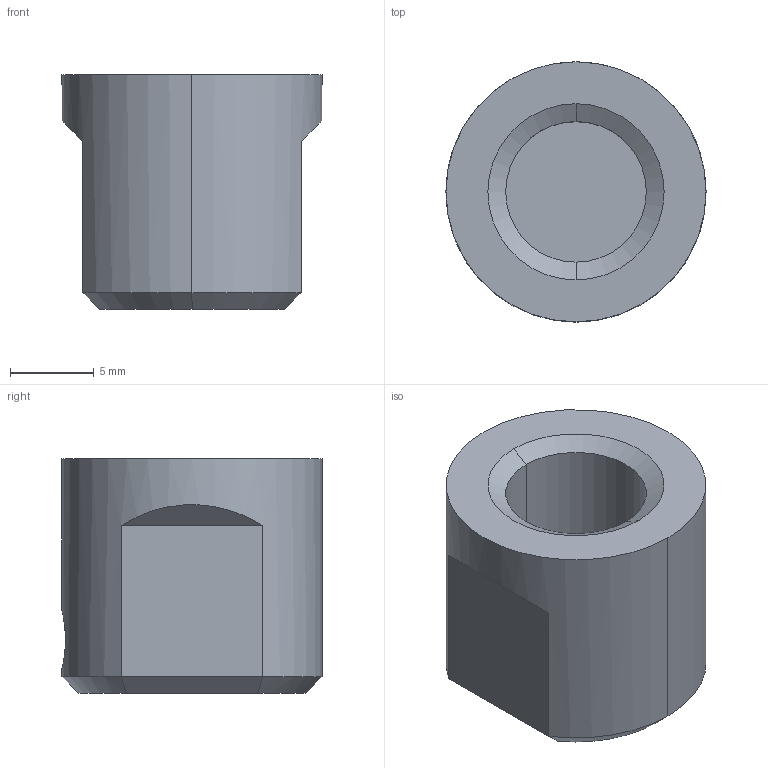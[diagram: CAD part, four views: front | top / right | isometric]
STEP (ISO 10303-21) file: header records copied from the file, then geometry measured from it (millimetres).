
FILE_DESCRIPTION(('no description'),'unknown implementation level');
FILE_NAME('E562D0A3-6831-4975-9070-57529D23FF20_export.stp',' ',('CIMSOURCE GmbH'),('CADClick - KiM GmbH - www.kimweb.de'),'unknown preprocess','ACIS','unknown authorization');
FILE_SCHEMA(('automotive_design'));
Length unit declared in the file: millimetre
Products named in the file (1): NONE
Bounding box: 15.5 x 15.5 x 14 mm (x, y, z)
Volume: 1585.3 mm3; surface area: 1415.8 mm2
Topology: 1 solids, 1 shells, 29 faces, 65 edges, 37 vertices
Faces by surface type: plane 9, cone 8, cylinder 8, torus 4
Entity records: 1663 total; most frequent: CARTESIAN_POINT 256, DIRECTION 145, STYLED_ITEM 131, PRESENTATION_STYLE_ASSIGNMENT 131, COLOUR_RGB 131, ORIENTED_EDGE 130, EDGE_CURVE 65, CURVE_STYLE 65
